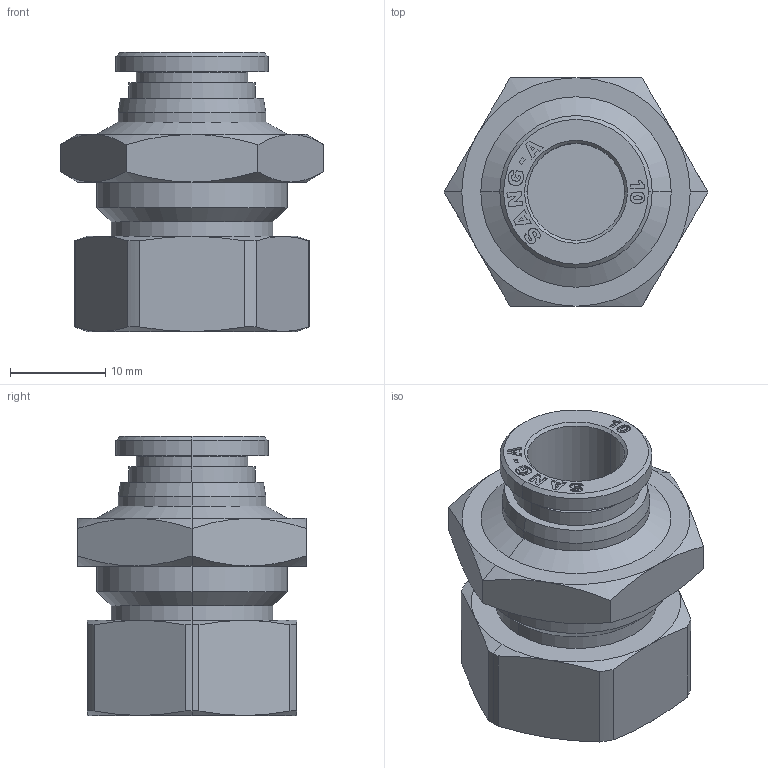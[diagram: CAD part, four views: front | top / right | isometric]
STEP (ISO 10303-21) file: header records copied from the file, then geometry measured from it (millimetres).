
FILE_DESCRIPTION((''),'2;1');
FILE_NAME('GPMF_1001(3D).stp','2012-12-24T17:55:13',(''),(''),'Mechanical Desktop.R8.0.24.0','Mechanical Desktop.R8.0.24.0',', , ');
FILE_SCHEMA(('CONFIG_CONTROL_DESIGN'));
Length unit declared in the file: millimetre
Products named in the file (2): GPMF_1001(3D); ºÎÇ°1
Assembly tree (1 placements, depth 2):
  GPMF_1001(3D)
    ºÎÇ°1
Bounding box: 27.71 x 24 x 29.3 mm (x, y, z)
Volume: 7687.4 mm3; surface area: 4106.7 mm2
Topology: 1 solids, 1 shells, 476 faces, 1315 edges, 860 vertices
Faces by surface type: plane 398, cone 48, cylinder 25, bspline 5
Entity records: 14994 total; most frequent: CARTESIAN_POINT 2842, ORIENTED_EDGE 2630, DIRECTION 2299, EDGE_CURVE 1315, VECTOR 1161, LINE 1161, VERTEX_POINT 860, AXIS2_PLACEMENT_3D 569
